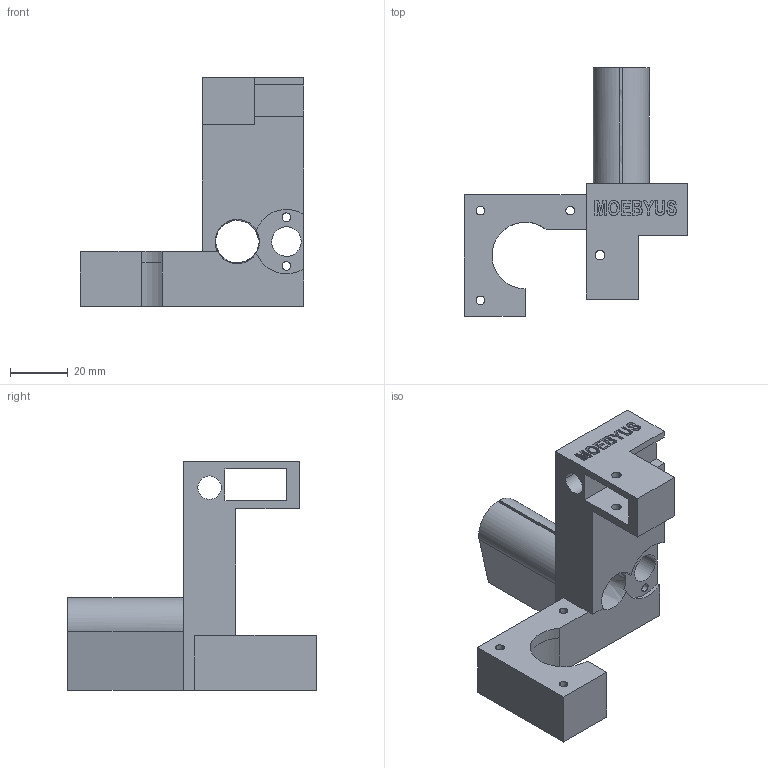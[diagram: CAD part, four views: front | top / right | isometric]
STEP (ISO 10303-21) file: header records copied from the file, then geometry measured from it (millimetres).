
FILE_DESCRIPTION(/* description */ (''),/* implementation_level */ '2;1');
FILE_NAME(/* name */ 'Xmotor SIRIUS_sept15',/* time_stamp */ '2015-09-01T19:14:25+02:00',/* author */ (''),/* organization */ (''),/* preprocessor_version */ 'ST-DEVELOPER v15',/* originating_system */ '',/* authorisation */ '');
FILE_SCHEMA (('AUTOMOTIVE_DESIGN'));
Length unit declared in the file: millimetre
Products named in the file (1): Document
Bounding box: 77 x 85.85 x 78.96 mm (x, y, z)
Volume: 66392.4 mm3; surface area: 26420.6 mm2
Topology: 1 solids, 1 shells, 139 faces, 385 edges, 261 vertices
Faces by surface type: plane 81, bspline 58
Entity records: 4985 total; most frequent: CARTESIAN_POINT 2536, ORIENTED_EDGE 770, EDGE_CURVE 385, VERTEX_POINT 261, B_SPLINE_CURVE_WITH_KNOTS 259, EDGE_LOOP 174, ADVANCED_FACE 139, FACE_OUTER_BOUND 139
